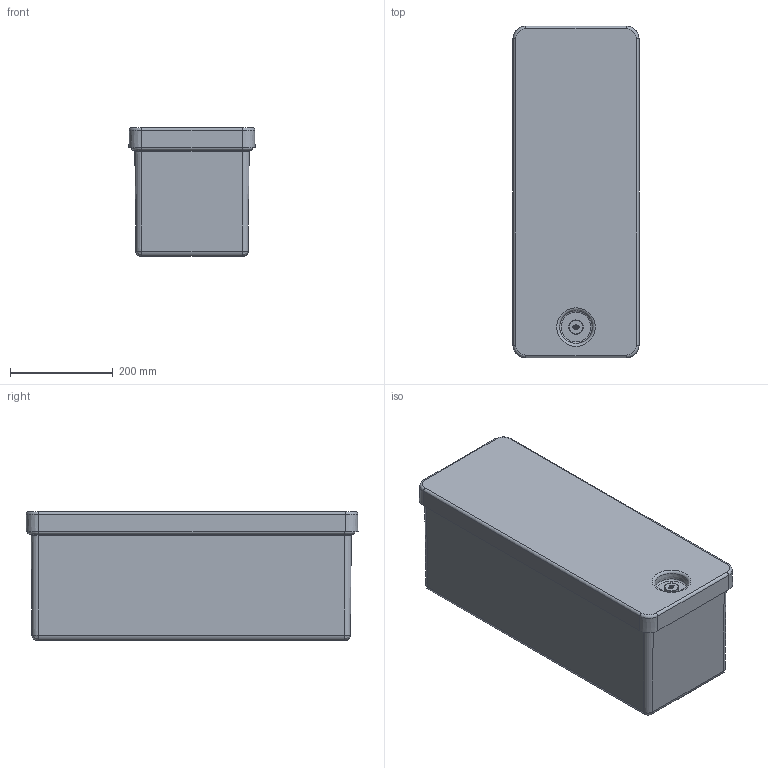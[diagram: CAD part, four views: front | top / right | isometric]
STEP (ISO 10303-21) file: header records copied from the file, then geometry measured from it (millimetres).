
FILE_DESCRIPTION(/* description */ (''),/* implementation_level */ '2;1');
FILE_NAME(/* name */ '465-865_Staubox-HDPE_645x250x245.stp',/* time_stamp */ '2018-09-25T11:25:40+02:00',/* author */ ('lang1ph'),/* organization */ (''),/* preprocessor_version */ 'ST-DEVELOPER v17',/* originating_system */ 'Autodesk Inventor 2018',/* authorisation */ '');
FILE_SCHEMA (('AUTOMOTIVE_DESIGN { 1 0 10303 214 3 1 1 }'));
Length unit declared in the file: millimetre
Products named in the file (1): 465-865_Staubox-HDPE_645x250x245_Shrinkwrap_1
Bounding box: 245 x 645 x 250 mm (x, y, z)
Volume: 2333707 mm3; surface area: 1543412.5 mm2
Topology: 1 solids, 1 shells, 171 faces, 398 edges, 238 vertices
Faces by surface type: plane 63, cylinder 44, torus 29, cone 27, bspline 8
Full cylindrical faces by diameter (mm): 5 x1, 23 x1
Entity records: 5129 total; most frequent: CARTESIAN_POINT 914, DIRECTION 911, ORIENTED_EDGE 796, EDGE_CURVE 398, AXIS2_PLACEMENT_3D 355, VERTEX_POINT 238, LINE 201, VECTOR 201
